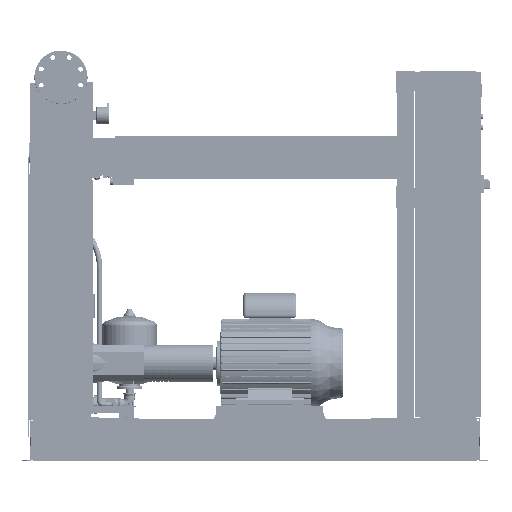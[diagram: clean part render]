
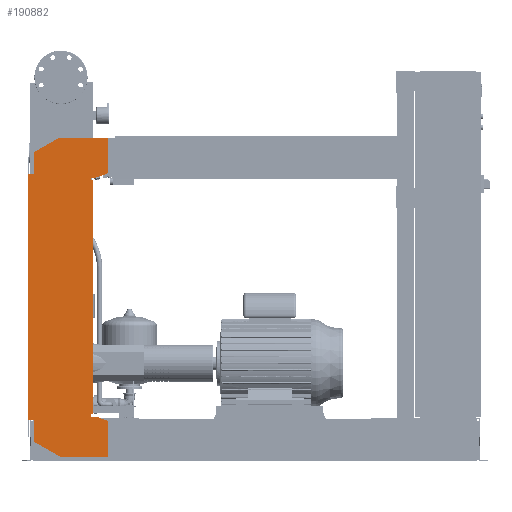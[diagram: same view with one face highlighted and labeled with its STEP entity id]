
A CAD part, front view. The second image highlights one B-rep face of the part: STEP entity #190882.
In plain terms, the highlighted free-form (B-spline) face has degree [1, 1] with [2, 2] control points.
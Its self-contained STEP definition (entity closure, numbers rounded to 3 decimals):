
#190367=CARTESIAN_POINT('',(-102.0,-565.5,1076.0));
#190368=VERTEX_POINT('',#190367);
#190375=CARTESIAN_POINT('',(-102.0,-565.5,1158.574));
#190376=VERTEX_POINT('',#190375);
#190377=CARTESIAN_POINT('',(-102.0,-565.5,1076.0));
#190378=DIRECTION('',(0.0,0.0,1.0));
#190379=VECTOR('',#190378,82.574);
#190380=LINE('',#190377,#190379);
#190381=EDGE_CURVE('',#190368,#190376,#190380,.T.);
#190399=CARTESIAN_POINT('',(-6.,-565.5,1214.0));
#190400=VERTEX_POINT('',#190399);
#190401=CARTESIAN_POINT('',(-102.0,-565.5,1158.574));
#190402=DIRECTION('',(0.866,0.0,0.5));
#190403=VECTOR('',#190402,110.851);
#190404=LINE('',#190401,#190403);
#190405=EDGE_CURVE('',#190376,#190400,#190404,.T.);
#190423=CARTESIAN_POINT('',(177.0,-565.5,1214.0));
#190424=VERTEX_POINT('',#190423);
#190425=CARTESIAN_POINT('',(-6.,-565.5,1214.0));
#190426=DIRECTION('',(1.0,0.0,0.0));
#190427=VECTOR('',#190426,183.0);
#190428=LINE('',#190425,#190427);
#190429=EDGE_CURVE('',#190400,#190424,#190428,.T.);
#190447=CARTESIAN_POINT('',(177.0,-565.5,1080.379));
#190448=VERTEX_POINT('',#190447);
#190449=CARTESIAN_POINT('',(177.0,-565.5,1214.0));
#190450=DIRECTION('',(0.0,0.0,-1.0));
#190451=VECTOR('',#190450,133.621);
#190452=LINE('',#190449,#190451);
#190453=EDGE_CURVE('',#190424,#190448,#190452,.T.);
#190471=CARTESIAN_POINT('',(132.,-565.5,1064.0));
#190472=VERTEX_POINT('',#190471);
#190473=CARTESIAN_POINT('',(177.0,-565.5,1080.379));
#190474=DIRECTION('',(-0.94,0.0,-0.342));
#190475=VECTOR('',#190474,47.888);
#190476=LINE('',#190473,#190475);
#190477=EDGE_CURVE('',#190448,#190472,#190476,.T.);
#190495=CARTESIAN_POINT('',(112.0,-565.5,1064.0));
#190496=VERTEX_POINT('',#190495);
#190497=CARTESIAN_POINT('',(132.,-565.5,1064.0));
#190498=DIRECTION('',(-1.0,0.0,0.0));
#190499=VECTOR('',#190498,20.);
#190500=LINE('',#190497,#190499);
#190501=EDGE_CURVE('',#190472,#190496,#190500,.T.);
#190519=CARTESIAN_POINT('',(112.0,-565.5,1056.0));
#190520=VERTEX_POINT('',#190519);
#190521=CARTESIAN_POINT('',(112.0,-565.5,1064.0));
#190522=DIRECTION('',(0.0,0.0,-1.0));
#190523=VECTOR('',#190522,8.0);
#190524=LINE('',#190521,#190523);
#190525=EDGE_CURVE('',#190496,#190520,#190524,.T.);
#190543=CARTESIAN_POINT('',(120.,-565.5,1056.0));
#190544=VERTEX_POINT('',#190543);
#190545=CARTESIAN_POINT('',(112.0,-565.5,1056.0));
#190546=DIRECTION('',(1.0,0.0,0.0));
#190547=VECTOR('',#190546,8.);
#190548=LINE('',#190545,#190547);
#190549=EDGE_CURVE('',#190520,#190544,#190548,.T.);
#190567=CARTESIAN_POINT('',(120.,-565.5,176.));
#190568=VERTEX_POINT('',#190567);
#190579=CARTESIAN_POINT('',(120.,-565.5,1056.0));
#190580=DIRECTION('',(0.0,0.0,-1.0));
#190581=VECTOR('',#190580,880.);
#190582=LINE('',#190579,#190581);
#190583=EDGE_CURVE('',#190544,#190568,#190582,.T.);
#190597=CARTESIAN_POINT('',(112.,-565.5,176.));
#190598=VERTEX_POINT('',#190597);
#190599=CARTESIAN_POINT('',(120.,-565.5,176.));
#190600=DIRECTION('',(-1.0,0.0,0.0));
#190601=VECTOR('',#190600,8.);
#190602=LINE('',#190599,#190601);
#190603=EDGE_CURVE('',#190568,#190598,#190602,.T.);
#190621=CARTESIAN_POINT('',(112.,-565.5,168.));
#190622=VERTEX_POINT('',#190621);
#190623=CARTESIAN_POINT('',(112.,-565.5,176.));
#190624=DIRECTION('',(0.0,0.0,-1.0));
#190625=VECTOR('',#190624,8.0);
#190626=LINE('',#190623,#190625);
#190627=EDGE_CURVE('',#190598,#190622,#190626,.T.);
#190645=CARTESIAN_POINT('',(132.,-565.5,168.));
#190646=VERTEX_POINT('',#190645);
#190647=CARTESIAN_POINT('',(112.,-565.5,168.));
#190648=DIRECTION('',(1.0,0.0,0.0));
#190649=VECTOR('',#190648,20.0);
#190650=LINE('',#190647,#190649);
#190651=EDGE_CURVE('',#190622,#190646,#190650,.T.);
#190669=CARTESIAN_POINT('',(177.,-565.5,151.621));
#190670=VERTEX_POINT('',#190669);
#190671=CARTESIAN_POINT('',(132.,-565.5,168.));
#190672=DIRECTION('',(0.94,0.0,-0.342));
#190673=VECTOR('',#190672,47.888);
#190674=LINE('',#190671,#190673);
#190675=EDGE_CURVE('',#190646,#190670,#190674,.T.);
#190693=CARTESIAN_POINT('',(177.,-565.5,18.0));
#190694=VERTEX_POINT('',#190693);
#190695=CARTESIAN_POINT('',(177.,-565.5,151.621));
#190696=DIRECTION('',(0.0,0.0,-1.0));
#190697=VECTOR('',#190696,133.621);
#190698=LINE('',#190695,#190697);
#190699=EDGE_CURVE('',#190670,#190694,#190698,.T.);
#190717=CARTESIAN_POINT('',(-4.,-565.5,18.0));
#190718=VERTEX_POINT('',#190717);
#190719=CARTESIAN_POINT('',(177.,-565.5,18.0));
#190720=DIRECTION('',(-1.0,0.0,0.0));
#190721=VECTOR('',#190720,181.);
#190722=LINE('',#190719,#190721);
#190723=EDGE_CURVE('',#190694,#190718,#190722,.T.);
#190741=CARTESIAN_POINT('',(-102.,-565.5,74.58));
#190742=VERTEX_POINT('',#190741);
#190743=CARTESIAN_POINT('',(-4.,-565.5,18.0));
#190744=DIRECTION('',(-0.866,0.0,0.5));
#190745=VECTOR('',#190744,113.161);
#190746=LINE('',#190743,#190745);
#190747=EDGE_CURVE('',#190718,#190742,#190746,.T.);
#190765=CARTESIAN_POINT('',(-102.,-565.5,156.0));
#190766=VERTEX_POINT('',#190765);
#190767=CARTESIAN_POINT('',(-102.,-565.5,74.58));
#190768=DIRECTION('',(0.0,0.0,1.0));
#190769=VECTOR('',#190768,81.42);
#190770=LINE('',#190767,#190769);
#190771=EDGE_CURVE('',#190742,#190766,#190770,.T.);
#190789=CARTESIAN_POINT('',(-122.,-565.5,156.0));
#190790=VERTEX_POINT('',#190789);
#190791=CARTESIAN_POINT('',(-102.,-565.5,156.0));
#190792=DIRECTION('',(-1.0,0.0,0.0));
#190793=VECTOR('',#190792,20.0);
#190794=LINE('',#190791,#190793);
#190795=EDGE_CURVE('',#190766,#190790,#190794,.T.);
#190813=CARTESIAN_POINT('',(-122.0,-565.5,1076.0));
#190814=VERTEX_POINT('',#190813);
#190827=CARTESIAN_POINT('',(-122.,-565.5,156.0));
#190828=DIRECTION('',(0.0,0.0,1.0));
#190829=VECTOR('',#190828,920.0);
#190830=LINE('',#190827,#190829);
#190831=EDGE_CURVE('',#190790,#190814,#190830,.T.);
#190845=CARTESIAN_POINT('',(-122.0,-565.5,1076.0));
#190846=DIRECTION('',(1.0,0.0,0.0));
#190847=VECTOR('',#190846,20.0);
#190848=LINE('',#190845,#190847);
#190849=EDGE_CURVE('',#190814,#190368,#190848,.T.);
#190855=CARTESIAN_POINT('',(-122.,-565.5,18.0));
#190856=CARTESIAN_POINT('',(177.0,-565.5,18.0));
#190857=CARTESIAN_POINT('',(-122.,-565.5,1214.0));
#190858=CARTESIAN_POINT('',(177.0,-565.5,1214.0));
#190859=B_SPLINE_SURFACE_WITH_KNOTS('',1,1,((#190855,#190857),(#190856,#190858)),.UNSPECIFIED.,.F.,.F.,.U.,(2,2),(2,2),(0.0,299.),(0.0,1196.0),.UNSPECIFIED.);
#190860=ORIENTED_EDGE('',*,*,#190849,.F.);
#190861=ORIENTED_EDGE('',*,*,#190831,.F.);
#190862=ORIENTED_EDGE('',*,*,#190795,.F.);
#190863=ORIENTED_EDGE('',*,*,#190771,.F.);
#190864=ORIENTED_EDGE('',*,*,#190747,.F.);
#190865=ORIENTED_EDGE('',*,*,#190723,.F.);
#190866=ORIENTED_EDGE('',*,*,#190699,.F.);
#190867=ORIENTED_EDGE('',*,*,#190675,.F.);
#190868=ORIENTED_EDGE('',*,*,#190651,.F.);
#190869=ORIENTED_EDGE('',*,*,#190627,.F.);
#190870=ORIENTED_EDGE('',*,*,#190603,.F.);
#190871=ORIENTED_EDGE('',*,*,#190583,.F.);
#190872=ORIENTED_EDGE('',*,*,#190549,.F.);
#190873=ORIENTED_EDGE('',*,*,#190525,.F.);
#190874=ORIENTED_EDGE('',*,*,#190501,.F.);
#190875=ORIENTED_EDGE('',*,*,#190477,.F.);
#190876=ORIENTED_EDGE('',*,*,#190453,.F.);
#190877=ORIENTED_EDGE('',*,*,#190429,.F.);
#190878=ORIENTED_EDGE('',*,*,#190405,.F.);
#190879=ORIENTED_EDGE('',*,*,#190381,.F.);
#190880=EDGE_LOOP('',(#190860,#190861,#190862,#190863,#190864,#190865,#190866,#190867,#190868,#190869,#190870,#190871,#190872,#190873,#190874,#190875,#190876,#190877,#190878,#190879));
#190881=FACE_OUTER_BOUND('',#190880,.T.);
#190882=ADVANCED_FACE('',(#190881),#190859,.T.);
